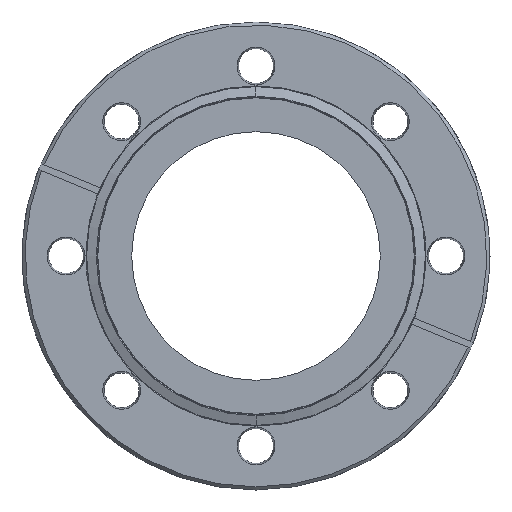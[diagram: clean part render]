
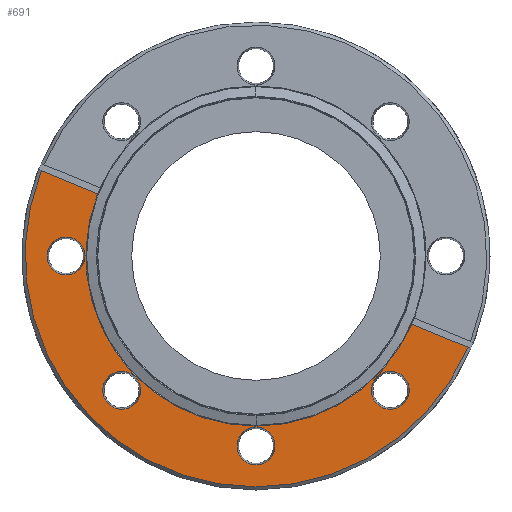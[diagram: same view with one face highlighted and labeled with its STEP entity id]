
A CAD part, left-side view. The second image highlights one B-rep face of the part: STEP entity #691.
In plain terms, the highlighted planar face has unit normal (-1, 0, 0).
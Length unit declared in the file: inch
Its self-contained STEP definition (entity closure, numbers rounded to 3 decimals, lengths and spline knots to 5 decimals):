
#2 = EDGE_CURVE ( 'NONE', #237, #1231, #1467, .T. ) ;
#52 = AXIS2_PLACEMENT_3D ( 'NONE', #2132, #373, #903 ) ;
#80 = VERTEX_POINT ( 'NONE', #1994 ) ;
#86 = AXIS2_PLACEMENT_3D ( 'NONE', #1665, #2242, #633 ) ;
#90 = AXIS2_PLACEMENT_3D ( 'NONE', #2331, #2346, #566 ) ;
#106 = EDGE_CURVE ( 'NONE', #1373, #956, #545, .T. ) ;
#175 = CARTESIAN_POINT ( 'NONE',  ( 0., -1.28269, -1.10169 ) ) ;
#219 = DIRECTION ( 'NONE',  ( 0., 0., -1. ) ) ;
#228 = EDGE_CURVE ( 'NONE', #795, #1111, #1185, .T. ) ;
#237 = VERTEX_POINT ( 'NONE', #387 ) ;
#264 = EDGE_LOOP ( 'NONE', ( #2048, #757 ) ) ;
#280 = EDGE_CURVE ( 'NONE', #1111, #1032, #2026, .T. ) ;
#281 = DIRECTION ( 'NONE',  ( 1., 0., 0. ) ) ;
#285 = DIRECTION ( 'NONE',  ( 0., 0., -1. ) ) ;
#305 = CARTESIAN_POINT ( 'NONE',  ( 0., 0., -1.633 ) ) ;
#344 = ORIENTED_EDGE ( 'NONE', *, *, #2009, .F. ) ;
#373 = DIRECTION ( 'NONE',  ( -1., 0., 0. ) ) ;
#387 = CARTESIAN_POINT ( 'NONE',  ( 0., 1.28269, -1.46369 ) ) ;
#403 = EDGE_CURVE ( 'NONE', #2197, #1961, #753, .T. ) ;
#411 = FACE_OUTER_BOUND ( 'NONE', #1699, .T. ) ;
#417 = AXIS2_PLACEMENT_3D ( 'NONE', #2407, #1099, #285 ) ;
#439 = EDGE_CURVE ( 'NONE', #956, #1373, #962, .T. ) ;
#448 = EDGE_LOOP ( 'NONE', ( #574, #2355 ) ) ;
#453 = EDGE_CURVE ( 'NONE', #1439, #2226, #1538, .T. ) ;
#465 = EDGE_CURVE ( 'NONE', #2226, #1032, #1649, .T. ) ;
#466 = DIRECTION ( 'NONE',  ( 0., 0., 1. ) ) ;
#487 = CARTESIAN_POINT ( 'NONE',  ( 0., 1.814, 0.181 ) ) ;
#494 = ORIENTED_EDGE ( 'NONE', *, *, #1097, .T. ) ;
#536 = ORIENTED_EDGE ( 'NONE', *, *, #969, .T. ) ;
#545 = CIRCLE ( 'NONE', #2021, 0.181 ) ;
#560 = ORIENTED_EDGE ( 'NONE', *, *, #453, .F. ) ;
#566 = DIRECTION ( 'NONE',  ( 0., 0., -1. ) ) ;
#574 = ORIENTED_EDGE ( 'NONE', *, *, #439, .T. ) ;
#605 = FACE_BOUND ( 'NONE', #2162, .T. ) ;
#624 = EDGE_CURVE ( 'NONE', #1865, #657, #1262, .T. ) ;
#633 = DIRECTION ( 'NONE',  ( 0., 0., -1. ) ) ;
#657 = VERTEX_POINT ( 'NONE', #1936 ) ;
#685 = DIRECTION ( 'NONE',  ( 0., 0., 1. ) ) ;
#691 = ADVANCED_FACE ( 'NONE', ( #977, #605, #2184, #2173, #411 ), #1216, .F. ) ;
#704 = DIRECTION ( 'NONE',  ( 1., 0., 0. ) ) ;
#717 = DIRECTION ( 'NONE',  ( 0., 0., -1. ) ) ;
#722 = CARTESIAN_POINT ( 'NONE',  ( 0., -1.28269, -1.28269 ) ) ;
#753 = CIRCLE ( 'NONE', #417, 0.181 ) ;
#757 = ORIENTED_EDGE ( 'NONE', *, *, #2, .T. ) ;
#776 = DIRECTION ( 'NONE',  ( -1., 0., 0. ) ) ;
#788 = CIRCLE ( 'NONE', #2473, 0.181 ) ;
#795 = VERTEX_POINT ( 'NONE', #848 ) ;
#822 = CARTESIAN_POINT ( 'NONE',  ( 0., 1.28269, -1.10169 ) ) ;
#825 = VECTOR ( 'NONE', #1571, 39.37008 ) ;
#848 = CARTESIAN_POINT ( 'NONE',  ( 0., 2.04882, 0.81509 ) ) ;
#863 = DIRECTION ( 'NONE',  ( -1., 0., 0. ) ) ;
#889 = ORIENTED_EDGE ( 'NONE', *, *, #403, .T. ) ;
#903 = DIRECTION ( 'NONE',  ( 0., 0., -1. ) ) ;
#956 = VERTEX_POINT ( 'NONE', #487 ) ;
#962 = CIRCLE ( 'NONE', #86, 0.181 ) ;
#969 = EDGE_CURVE ( 'NONE', #657, #1865, #788, .T. ) ;
#977 = FACE_BOUND ( 'NONE', #448, .T. ) ;
#1007 = ORIENTED_EDGE ( 'NONE', *, *, #465, .F. ) ;
#1008 = DIRECTION ( 'NONE',  ( 1., 0., 0. ) ) ;
#1015 = CARTESIAN_POINT ( 'NONE',  ( 0., 0., 0. ) ) ;
#1018 = DIRECTION ( 'NONE',  ( 1., 0., 0. ) ) ;
#1032 = VERTEX_POINT ( 'NONE', #1317 ) ;
#1049 = CARTESIAN_POINT ( 'NONE',  ( 0., 0., 0. ) ) ;
#1097 = EDGE_CURVE ( 'NONE', #1961, #2197, #1503, .T. ) ;
#1099 = DIRECTION ( 'NONE',  ( 1., 0., 0. ) ) ;
#1111 = VERTEX_POINT ( 'NONE', #1740 ) ;
#1112 = CARTESIAN_POINT ( 'NONE',  ( 0., 0., -1.814 ) ) ;
#1127 = CIRCLE ( 'NONE', #1660, 1.625 ) ;
#1156 = CARTESIAN_POINT ( 'NONE',  ( 0., 1.51289, 0.59311 ) ) ;
#1176 = DIRECTION ( 'NONE',  ( 0., 0., -1. ) ) ;
#1185 = CIRCLE ( 'NONE', #52, 2.205 ) ;
#1197 = AXIS2_PLACEMENT_3D ( 'NONE', #1623, #1018, #1802 ) ;
#1216 = PLANE ( 'NONE',  #1197 ) ;
#1231 = VERTEX_POINT ( 'NONE', #822 ) ;
#1262 = CIRCLE ( 'NONE', #1453, 0.181 ) ;
#1285 = CARTESIAN_POINT ( 'NONE',  ( 0., 1.814, -0.181 ) ) ;
#1289 = CARTESIAN_POINT ( 'NONE',  ( 0., 0., -1.814 ) ) ;
#1294 = CARTESIAN_POINT ( 'NONE',  ( 0., -1.48917, -0.65039 ) ) ;
#1300 = VECTOR ( 'NONE', #1679, 39.37008 ) ;
#1317 = CARTESIAN_POINT ( 'NONE',  ( 0., -2.02509, -0.87237 ) ) ;
#1371 = EDGE_CURVE ( 'NONE', #1231, #237, #1638, .T. ) ;
#1373 = VERTEX_POINT ( 'NONE', #1285 ) ;
#1374 = ORIENTED_EDGE ( 'NONE', *, *, #228, .T. ) ;
#1401 = CARTESIAN_POINT ( 'NONE',  ( 0., 1.814, 0. ) ) ;
#1439 = VERTEX_POINT ( 'NONE', #1685 ) ;
#1449 = CARTESIAN_POINT ( 'NONE',  ( 0., -2.05281, -0.88386 ) ) ;
#1453 = AXIS2_PLACEMENT_3D ( 'NONE', #1112, #1708, #717 ) ;
#1467 = CIRCLE ( 'NONE', #90, 0.181 ) ;
#1478 = DIRECTION ( 'NONE',  ( 0., 0., -1. ) ) ;
#1503 = CIRCLE ( 'NONE', #2270, 0.181 ) ;
#1538 = CIRCLE ( 'NONE', #2390, 1.625 ) ;
#1571 = DIRECTION ( 'NONE',  ( 0., -0.924, -0.383 ) ) ;
#1623 = CARTESIAN_POINT ( 'NONE',  ( 0., 2.235, 0. ) ) ;
#1638 = CIRCLE ( 'NONE', #1688, 0.181 ) ;
#1649 = LINE ( 'NONE', #1449, #1300 ) ;
#1660 = AXIS2_PLACEMENT_3D ( 'NONE', #2211, #2033, #685 ) ;
#1664 = EDGE_LOOP ( 'NONE', ( #2494, #536 ) ) ;
#1665 = CARTESIAN_POINT ( 'NONE',  ( 0., 1.814, 0. ) ) ;
#1674 = AXIS2_PLACEMENT_3D ( 'NONE', #1015, #776, #219 ) ;
#1679 = DIRECTION ( 'NONE',  ( 0., -0.924, -0.383 ) ) ;
#1685 = CARTESIAN_POINT ( 'NONE',  ( 0., 0., -1.625 ) ) ;
#1688 = AXIS2_PLACEMENT_3D ( 'NONE', #2287, #704, #1478 ) ;
#1699 = EDGE_LOOP ( 'NONE', ( #1374, #2396, #1007, #560, #2395, #344 ) ) ;
#1708 = DIRECTION ( 'NONE',  ( 1., 0., 0. ) ) ;
#1730 = DIRECTION ( 'NONE',  ( 1., 0., 0. ) ) ;
#1740 = CARTESIAN_POINT ( 'NONE',  ( 0., 0., -2.205 ) ) ;
#1802 = DIRECTION ( 'NONE',  ( 0., 0., -1. ) ) ;
#1865 = VERTEX_POINT ( 'NONE', #305 ) ;
#1936 = CARTESIAN_POINT ( 'NONE',  ( 0., 0., -1.995 ) ) ;
#1961 = VERTEX_POINT ( 'NONE', #175 ) ;
#1994 = CARTESIAN_POINT ( 'NONE',  ( 0., 1.51289, 0.59311 ) ) ;
#2009 = EDGE_CURVE ( 'NONE', #795, #80, #2128, .T. ) ;
#2021 = AXIS2_PLACEMENT_3D ( 'NONE', #1401, #1008, #2141 ) ;
#2026 = CIRCLE ( 'NONE', #1674, 2.205 ) ;
#2033 = DIRECTION ( 'NONE',  ( -1., 0., 0. ) ) ;
#2048 = ORIENTED_EDGE ( 'NONE', *, *, #1371, .T. ) ;
#2128 = LINE ( 'NONE', #1156, #825 ) ;
#2132 = CARTESIAN_POINT ( 'NONE',  ( 0., 0., 0. ) ) ;
#2141 = DIRECTION ( 'NONE',  ( 0., 0., -1. ) ) ;
#2162 = EDGE_LOOP ( 'NONE', ( #494, #889 ) ) ;
#2173 = FACE_BOUND ( 'NONE', #264, .T. ) ;
#2183 = EDGE_CURVE ( 'NONE', #80, #1439, #1127, .T. ) ;
#2184 = FACE_BOUND ( 'NONE', #1664, .T. ) ;
#2197 = VERTEX_POINT ( 'NONE', #2230 ) ;
#2211 = CARTESIAN_POINT ( 'NONE',  ( 0., 0., 0. ) ) ;
#2226 = VERTEX_POINT ( 'NONE', #1294 ) ;
#2230 = CARTESIAN_POINT ( 'NONE',  ( 0., -1.28269, -1.46369 ) ) ;
#2242 = DIRECTION ( 'NONE',  ( 1., 0., 0. ) ) ;
#2270 = AXIS2_PLACEMENT_3D ( 'NONE', #722, #1730, #1176 ) ;
#2287 = CARTESIAN_POINT ( 'NONE',  ( 0., 1.28269, -1.28269 ) ) ;
#2331 = CARTESIAN_POINT ( 'NONE',  ( 0., 1.28269, -1.28269 ) ) ;
#2346 = DIRECTION ( 'NONE',  ( 1., 0., 0. ) ) ;
#2355 = ORIENTED_EDGE ( 'NONE', *, *, #106, .T. ) ;
#2390 = AXIS2_PLACEMENT_3D ( 'NONE', #1049, #863, #466 ) ;
#2395 = ORIENTED_EDGE ( 'NONE', *, *, #2183, .F. ) ;
#2396 = ORIENTED_EDGE ( 'NONE', *, *, #280, .T. ) ;
#2407 = CARTESIAN_POINT ( 'NONE',  ( 0., -1.28269, -1.28269 ) ) ;
#2430 = DIRECTION ( 'NONE',  ( 0., 0., -1. ) ) ;
#2473 = AXIS2_PLACEMENT_3D ( 'NONE', #1289, #281, #2430 ) ;
#2494 = ORIENTED_EDGE ( 'NONE', *, *, #624, .T. ) ;
